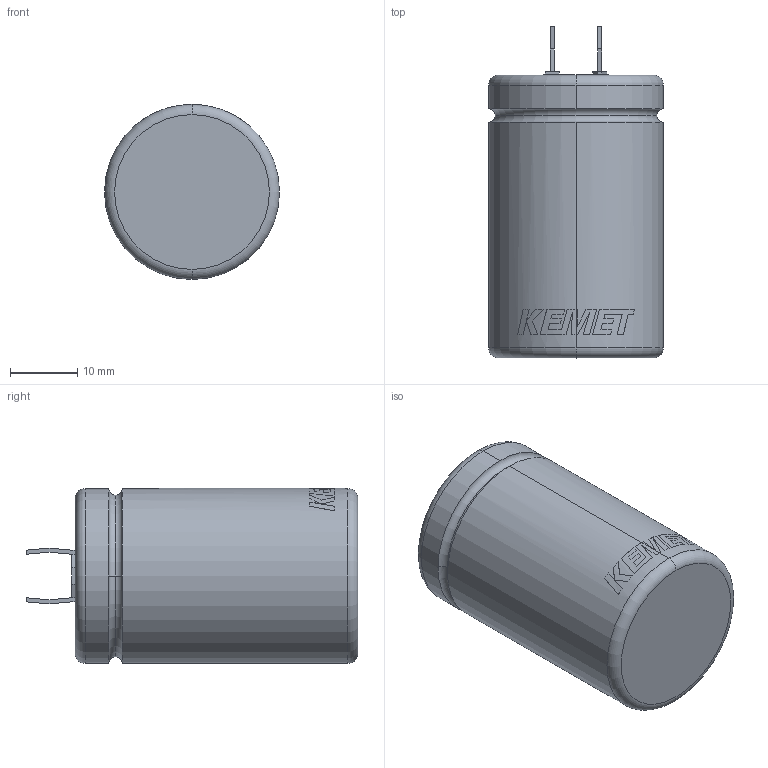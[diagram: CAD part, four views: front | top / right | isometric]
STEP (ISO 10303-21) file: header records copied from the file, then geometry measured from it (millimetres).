
FILE_DESCRIPTION(('STEP AP203'),'1');
FILE_NAME('alc70a181bd450.stp','2024-02-27T13:12:49',('TraceParts'),('TraceParts S.A.'),'Spatial InterOp 3D',' ',' ');
FILE_SCHEMA(('CONFIG_CONTROL_DESIGN'));
Length unit declared in the file: millimetre
Products named in the file (1): 1
Bounding box: 26 x 49.29 x 26 mm (x, y, z)
Volume: 22106.8 mm3; surface area: 4513.7 mm2
Topology: 1 solids, 1 shells, 101 faces, 273 edges, 178 vertices
Faces by surface type: plane 52, bspline 31, cylinder 10, torus 8
Entity records: 3386 total; most frequent: CARTESIAN_POINT 1047, ORIENTED_EDGE 546, DIRECTION 378, EDGE_CURVE 273, VERTEX_POINT 178, AXIS2_PLACEMENT_3D 147, B_SPLINE_CURVE_WITH_KNOTS 113, EDGE_LOOP 105
